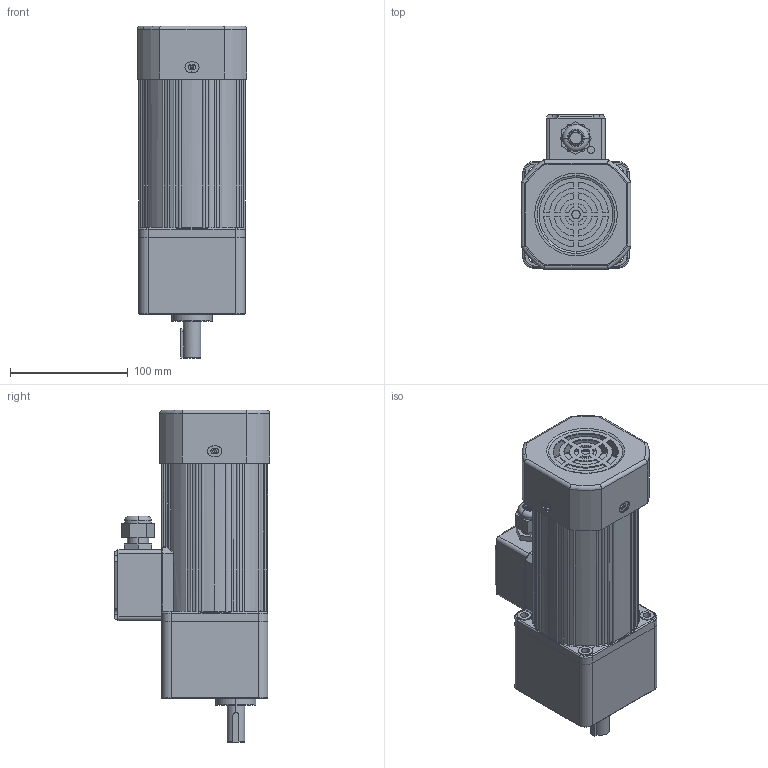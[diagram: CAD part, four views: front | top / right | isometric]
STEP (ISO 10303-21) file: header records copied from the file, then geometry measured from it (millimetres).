
FILE_DESCRIPTION (( 'STEP AP203' ), '1' );
FILE_NAME ('5IK180R-T+5GU3-750KB.STEP', '2020-01-10T03:29:17', ( 'Sky123.Org' ), ( 'Sky123.Org' ), 'SwSTEP 2.0', 'SolidWorks 2014', '' );
FILE_SCHEMA (( 'CONFIG_CONTROL_DESIGN' ));
Length unit declared in the file: millimetre
Products named in the file (10): 5GU3-750KB; 峚倰萇儂諉盄碟02; NPT1-2萇擢芛; NPT1-2つ踡芛; NPT1-2萇擢芛蚾饜极; 微型减速机接线盒装配体; 5IK180A; 5IK180R-T+5GU3-750KB; 90酗瑞欶褲
Assembly tree (9 placements, depth 4):
  5IK180R-T+5GU3-750KB
    5IK180A
    90酗瑞欶褲
    5GU3-750KB
      5GU3-750KB
    微型减速机接线盒装配体
      峚倰萇儂諉盄碟02
      NPT1-2萇擢芛蚾饜极
        NPT1-2萇擢芛
        NPT1-2つ踡芛
Bounding box: 93 x 131.5 x 281.5 mm (x, y, z)
Volume: 1544541.4 mm3; surface area: 189092.6 mm2
Topology: 6 solids, 6 shells, 799 faces, 2115 edges, 1351 vertices
Faces by surface type: plane 286, cylinder 278, torus 160, bspline 44, cone 29, sphere 2
Entity records: 31220 total; most frequent: CARTESIAN_POINT 10460, ORIENTED_EDGE 4210, DIRECTION 4074, EDGE_CURVE 2105, AXIS2_PLACEMENT_3D 1585, VERTEX_POINT 1351, VECTOR 904, LINE 904
